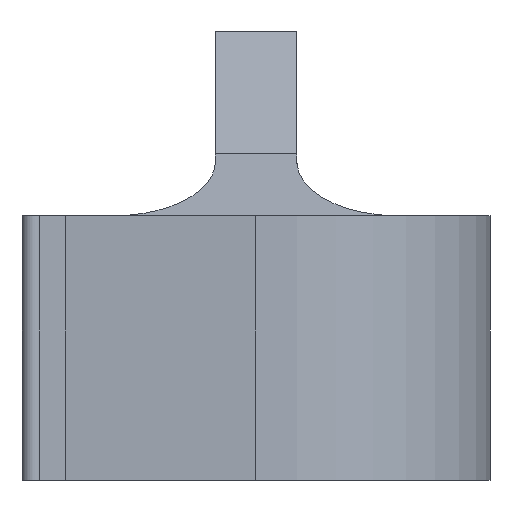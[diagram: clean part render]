
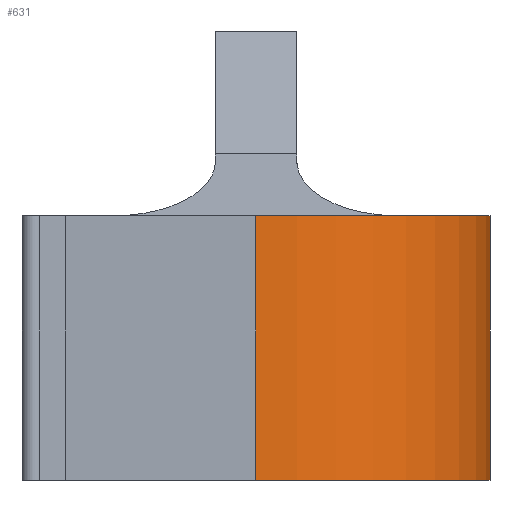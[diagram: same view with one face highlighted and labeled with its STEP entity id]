
A CAD part, front view. The second image highlights one B-rep face of the part: STEP entity #631.
In plain terms, the highlighted cylindrical face has radius 11.477 mm (diameter 22.953 mm), a partial arc.
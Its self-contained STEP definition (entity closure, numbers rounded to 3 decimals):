
#72=FACE_OUTER_BOUND('',#105,.T.);
#105=EDGE_LOOP('',(#581,#582,#583,#584));
#133=LINE('',#1008,#194);
#166=LINE('',#1087,#227);
#194=VECTOR('',#804,10.);
#227=VECTOR('',#901,10.);
#230=CIRCLE('',#657,11.477);
#249=CIRCLE('',#680,11.477);
#259=VERTEX_POINT('',#923);
#260=VERTEX_POINT('',#925);
#295=VERTEX_POINT('',#1000);
#296=VERTEX_POINT('',#1002);
#321=EDGE_CURVE('',#260,#259,#230,.T.);
#360=EDGE_CURVE('',#295,#296,#249,.T.);
#363=EDGE_CURVE('',#260,#295,#133,.T.);
#402=EDGE_CURVE('',#259,#296,#166,.T.);
#581=ORIENTED_EDGE('',*,*,#321,.T.);
#582=ORIENTED_EDGE('',*,*,#402,.T.);
#583=ORIENTED_EDGE('',*,*,#360,.F.);
#584=ORIENTED_EDGE('',*,*,#363,.F.);
#598=CYLINDRICAL_SURFACE('',#714,11.477);
#631=ADVANCED_FACE('',(#72),#598,.T.);
#657=AXIS2_PLACEMENT_3D('',#926,#734,#735);
#680=AXIS2_PLACEMENT_3D('',#1003,#798,#799);
#714=AXIS2_PLACEMENT_3D('',#1088,#902,#903);
#734=DIRECTION('center_axis',(0.,0.,-1.));
#735=DIRECTION('ref_axis',(1.,0.,0.));
#798=DIRECTION('center_axis',(0.,0.,-1.));
#799=DIRECTION('ref_axis',(1.,0.,0.));
#804=DIRECTION('',(0.,0.,-1.));
#901=DIRECTION('',(0.,0.,-1.));
#902=DIRECTION('center_axis',(0.,0.,-1.));
#903=DIRECTION('ref_axis',(1.,0.,0.));
#923=CARTESIAN_POINT('',(-23.,-11.458,0.));
#925=CARTESIAN_POINT('',(-11.5,0.019,0.));
#926=CARTESIAN_POINT('Origin',(-22.977,0.019,0.));
#1000=CARTESIAN_POINT('',(-11.5,0.019,-13.));
#1002=CARTESIAN_POINT('',(-23.,-11.458,-13.));
#1003=CARTESIAN_POINT('Origin',(-22.977,0.019,-13.));
#1008=CARTESIAN_POINT('',(-11.5,0.019,0.));
#1087=CARTESIAN_POINT('',(-23.,-11.458,0.));
#1088=CARTESIAN_POINT('Origin',(-22.977,0.019,0.));
